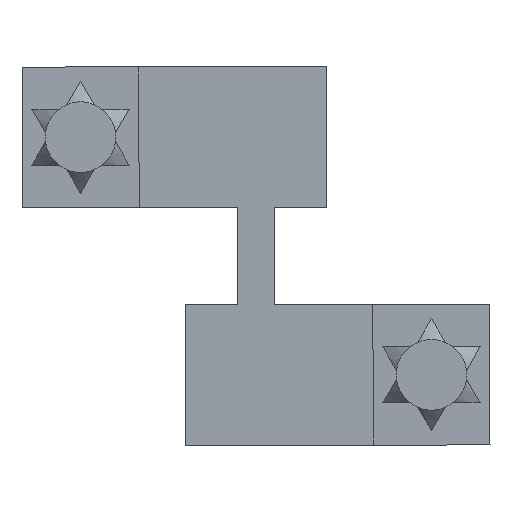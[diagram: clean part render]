
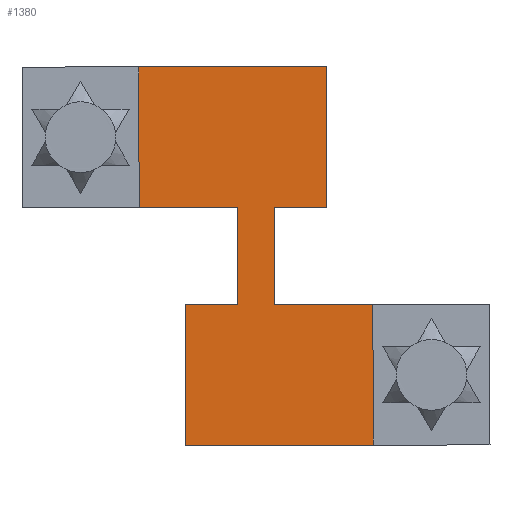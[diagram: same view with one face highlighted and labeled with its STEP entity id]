
A CAD part, front view. The second image highlights one B-rep face of the part: STEP entity #1380.
In plain terms, the highlighted planar face has unit normal (0, -1, 0).
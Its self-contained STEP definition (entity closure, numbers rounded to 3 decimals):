
#121=FACE_OUTER_BOUND('',#210,.T.);
#210=EDGE_LOOP('',(#919,#920,#921,#922,#923,#924,#925,#926,#927,#928,#929,
#930));
#335=LINE('',#1975,#451);
#343=LINE('',#2003,#459);
#344=LINE('',#2005,#460);
#345=LINE('',#2007,#461);
#346=LINE('',#2009,#462);
#347=LINE('',#2011,#463);
#348=LINE('',#2013,#464);
#349=LINE('',#2015,#465);
#350=LINE('',#2017,#466);
#351=LINE('',#2019,#467);
#352=LINE('',#2021,#468);
#353=LINE('',#2022,#469);
#451=VECTOR('',#1609,1.);
#459=VECTOR('',#1625,1.);
#460=VECTOR('',#1626,1.);
#461=VECTOR('',#1627,1.);
#462=VECTOR('',#1628,1.);
#463=VECTOR('',#1629,1.);
#464=VECTOR('',#1630,1.);
#465=VECTOR('',#1631,1.);
#466=VECTOR('',#1632,1.);
#467=VECTOR('',#1633,1.);
#468=VECTOR('',#1634,1.);
#469=VECTOR('',#1635,1.);
#567=VERTEX_POINT('',#1973);
#568=VERTEX_POINT('',#1974);
#578=VERTEX_POINT('',#2002);
#579=VERTEX_POINT('',#2004);
#580=VERTEX_POINT('',#2006);
#581=VERTEX_POINT('',#2008);
#582=VERTEX_POINT('',#2010);
#583=VERTEX_POINT('',#2012);
#584=VERTEX_POINT('',#2014);
#585=VERTEX_POINT('',#2016);
#586=VERTEX_POINT('',#2018);
#587=VERTEX_POINT('',#2020);
#695=EDGE_CURVE('',#567,#568,#335,.T.);
#707=EDGE_CURVE('',#578,#568,#343,.T.);
#708=EDGE_CURVE('',#579,#578,#344,.T.);
#709=EDGE_CURVE('',#580,#579,#345,.T.);
#710=EDGE_CURVE('',#581,#580,#346,.T.);
#711=EDGE_CURVE('',#581,#582,#347,.T.);
#712=EDGE_CURVE('',#582,#583,#348,.T.);
#713=EDGE_CURVE('',#584,#583,#349,.T.);
#714=EDGE_CURVE('',#585,#584,#350,.T.);
#715=EDGE_CURVE('',#585,#586,#351,.T.);
#716=EDGE_CURVE('',#587,#586,#352,.T.);
#717=EDGE_CURVE('',#587,#567,#353,.T.);
#919=ORIENTED_EDGE('',*,*,#695,.T.);
#920=ORIENTED_EDGE('',*,*,#707,.F.);
#921=ORIENTED_EDGE('',*,*,#708,.F.);
#922=ORIENTED_EDGE('',*,*,#709,.F.);
#923=ORIENTED_EDGE('',*,*,#710,.F.);
#924=ORIENTED_EDGE('',*,*,#711,.T.);
#925=ORIENTED_EDGE('',*,*,#712,.T.);
#926=ORIENTED_EDGE('',*,*,#713,.F.);
#927=ORIENTED_EDGE('',*,*,#714,.F.);
#928=ORIENTED_EDGE('',*,*,#715,.T.);
#929=ORIENTED_EDGE('',*,*,#716,.F.);
#930=ORIENTED_EDGE('',*,*,#717,.T.);
#1329=PLANE('',#1485);
#1380=ADVANCED_FACE('',(#121),#1329,.F.);
#1485=AXIS2_PLACEMENT_3D('',#2001,#1623,#1624);
#1609=DIRECTION('',(-1.,0.,0.));
#1623=DIRECTION('center_axis',(0.,1.,0.));
#1624=DIRECTION('ref_axis',(1.,0.,0.));
#1625=DIRECTION('',(0.,0.,1.));
#1626=DIRECTION('',(-1.,0.,0.));
#1627=DIRECTION('',(0.,0.,1.));
#1628=DIRECTION('',(1.,0.,0.));
#1629=DIRECTION('',(0.,0.,-1.));
#1630=DIRECTION('',(1.,0.,0.));
#1631=DIRECTION('',(0.,0.,-1.));
#1632=DIRECTION('',(1.,0.,0.));
#1633=DIRECTION('',(0.,0.,1.));
#1634=DIRECTION('',(-1.,0.,0.));
#1635=DIRECTION('',(0.,0.,1.));
#1973=CARTESIAN_POINT('',(1.503,-5.95,6.579));
#1974=CARTESIAN_POINT('',(-2.497,-5.95,6.578));
#1975=CARTESIAN_POINT('',(0.403,-5.95,6.579));
#2001=CARTESIAN_POINT('Origin',(0.004,-5.95,2.539));
#2002=CARTESIAN_POINT('',(-2.496,-5.95,3.578));
#2003=CARTESIAN_POINT('',(-2.496,-5.95,3.578));
#2004=CARTESIAN_POINT('',(-0.396,-5.95,3.579));
#2005=CARTESIAN_POINT('',(-0.396,-5.95,3.579));
#2006=CARTESIAN_POINT('',(-0.396,-5.95,1.499));
#2007=CARTESIAN_POINT('',(-0.396,-5.95,1.499));
#2008=CARTESIAN_POINT('',(-1.496,-5.95,1.499));
#2009=CARTESIAN_POINT('',(-1.496,-5.95,1.499));
#2010=CARTESIAN_POINT('',(-1.495,-5.95,-1.501));
#2011=CARTESIAN_POINT('',(-1.496,-5.95,1.499));
#2012=CARTESIAN_POINT('',(2.505,-5.95,-1.501));
#2013=CARTESIAN_POINT('',(-1.495,-5.95,-1.501));
#2014=CARTESIAN_POINT('',(2.504,-5.95,1.499));
#2015=CARTESIAN_POINT('',(2.504,-5.95,1.499));
#2016=CARTESIAN_POINT('',(0.404,-5.95,1.499));
#2017=CARTESIAN_POINT('',(0.404,-5.95,1.499));
#2018=CARTESIAN_POINT('',(0.404,-5.95,3.579));
#2019=CARTESIAN_POINT('',(0.404,-5.95,1.499));
#2020=CARTESIAN_POINT('',(1.504,-5.95,3.579));
#2021=CARTESIAN_POINT('',(1.504,-5.95,3.579));
#2022=CARTESIAN_POINT('',(1.504,-5.95,3.579));
